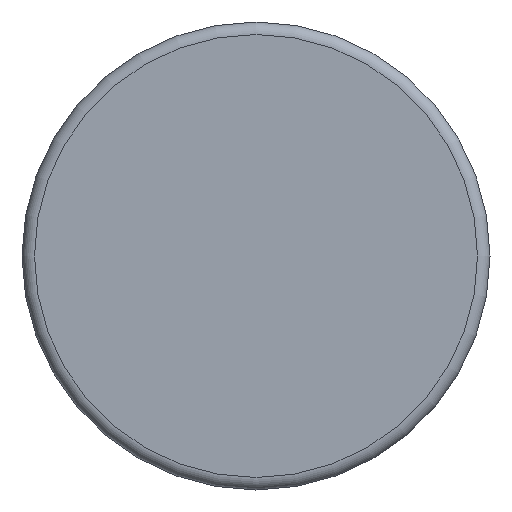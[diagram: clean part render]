
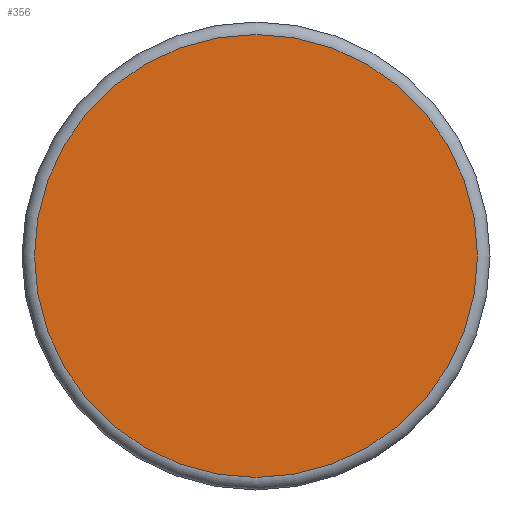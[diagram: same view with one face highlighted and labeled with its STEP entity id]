
A CAD part, front view. The second image highlights one B-rep face of the part: STEP entity #356.
In plain terms, the highlighted planar face has unit normal (0, -1, 0).
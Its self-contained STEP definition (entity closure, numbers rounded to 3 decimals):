
#76=FACE_OUTER_BOUND('',#99,.T.);
#99=EDGE_LOOP('',(#256,#257));
#130=CIRCLE('',#411,3.55);
#131=CIRCLE('',#412,3.55);
#161=VERTEX_POINT('',#606);
#162=VERTEX_POINT('',#607);
#193=EDGE_CURVE('',#161,#162,#130,.T.);
#194=EDGE_CURVE('',#162,#161,#131,.T.);
#256=ORIENTED_EDGE('',*,*,#193,.T.);
#257=ORIENTED_EDGE('',*,*,#194,.T.);
#323=PLANE('',#414);
#356=ADVANCED_FACE('',(#76),#323,.T.);
#411=AXIS2_PLACEMENT_3D('',#608,#485,#486);
#412=AXIS2_PLACEMENT_3D('',#609,#487,#488);
#414=AXIS2_PLACEMENT_3D('',#611,#491,#492);
#485=DIRECTION('center_axis',(0.,-1.,0.));
#486=DIRECTION('ref_axis',(1.,0.,0.));
#487=DIRECTION('center_axis',(0.,-1.,0.));
#488=DIRECTION('ref_axis',(1.,0.,0.));
#491=DIRECTION('center_axis',(0.,-1.,0.));
#492=DIRECTION('ref_axis',(0.,0.,-1.));
#606=CARTESIAN_POINT('',(3.55,-1.7,0.));
#607=CARTESIAN_POINT('',(0.,-1.7,3.55));
#608=CARTESIAN_POINT('Origin',(0.,-1.7,0.));
#609=CARTESIAN_POINT('Origin',(0.,-1.7,0.));
#611=CARTESIAN_POINT('Origin',(0.,-1.7,0.));
